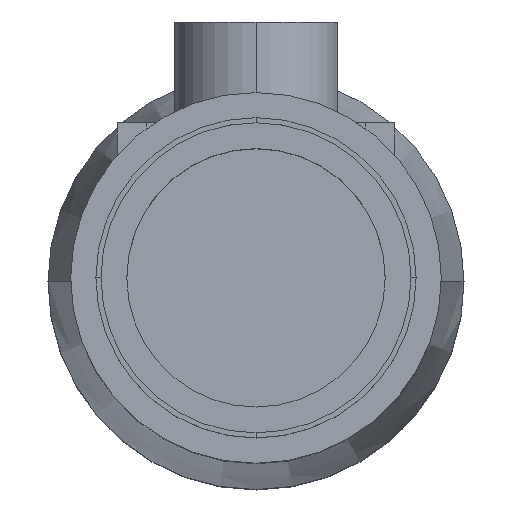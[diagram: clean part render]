
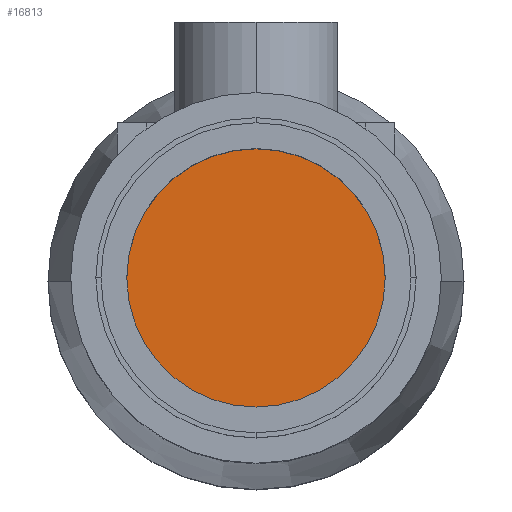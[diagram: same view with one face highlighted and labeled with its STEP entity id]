
A CAD part, top view. The second image highlights one B-rep face of the part: STEP entity #16813.
In plain terms, the highlighted planar face has unit normal (0, 0, 1).
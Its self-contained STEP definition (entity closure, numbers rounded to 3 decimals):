
#2080 = PLANE ( 'NONE',  #9816 ) ;
#2216 = DIRECTION ( 'NONE',  ( 1., 0., 0. ) ) ;
#3054 = ORIENTED_EDGE ( 'NONE', *, *, #3500, .F. ) ;
#3500 = EDGE_CURVE ( 'NONE', #15717, #14798, #6199, .T. ) ;
#3736 = DIRECTION ( 'NONE',  ( 0., 0., 1. ) ) ;
#4272 = AXIS2_PLACEMENT_3D ( 'NONE', #8769, #7199, #17791 ) ;
#4645 = CARTESIAN_POINT ( 'NONE',  ( -10.25, 0., 188.8 ) ) ;
#4960 = FACE_OUTER_BOUND ( 'NONE', #18329, .T. ) ;
#5246 = DIRECTION ( 'NONE',  ( 1., 0., 0. ) ) ;
#6199 = CIRCLE ( 'NONE', #16651, 10.25 ) ;
#7199 = DIRECTION ( 'NONE',  ( 0., 0., -1. ) ) ;
#7254 = ORIENTED_EDGE ( 'NONE', *, *, #14864, .F. ) ;
#7368 = CARTESIAN_POINT ( 'NONE',  ( 10.25, 0., 188.8 ) ) ;
#8259 = CARTESIAN_POINT ( 'NONE',  ( -10.373, -10.373, 188.8 ) ) ;
#8769 = CARTESIAN_POINT ( 'NONE',  ( 0., 0., 188.8 ) ) ;
#9816 = AXIS2_PLACEMENT_3D ( 'NONE', #8259, #3736, #2216 ) ;
#10945 = CARTESIAN_POINT ( 'NONE',  ( 0., 0., 188.8 ) ) ;
#11820 = CIRCLE ( 'NONE', #4272, 10.25 ) ;
#14798 = VERTEX_POINT ( 'NONE', #4645 ) ;
#14864 = EDGE_CURVE ( 'NONE', #14798, #15717, #11820, .T. ) ;
#15717 = VERTEX_POINT ( 'NONE', #7368 ) ;
#16651 = AXIS2_PLACEMENT_3D ( 'NONE', #10945, #17133, #5246 ) ;
#16813 = ADVANCED_FACE ( 'NONE', ( #4960 ), #2080, .T. ) ;
#17133 = DIRECTION ( 'NONE',  ( 0., 0., -1. ) ) ;
#17791 = DIRECTION ( 'NONE',  ( 1., 0., 0. ) ) ;
#18329 = EDGE_LOOP ( 'NONE', ( #3054, #7254 ) ) ;
